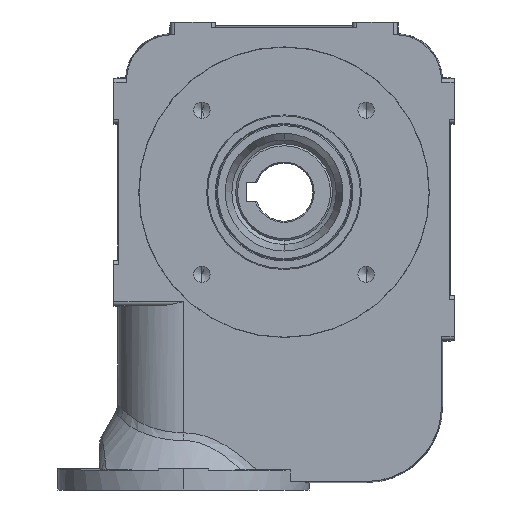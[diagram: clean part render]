
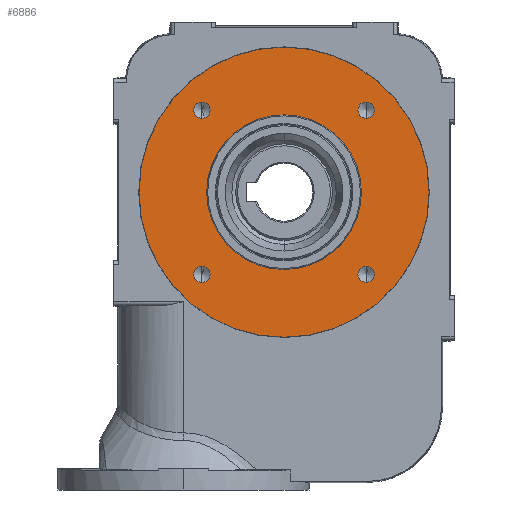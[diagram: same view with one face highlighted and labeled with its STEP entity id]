
A CAD part, left-side view. The second image highlights one B-rep face of the part: STEP entity #6886.
In plain terms, the highlighted planar face has unit normal (-1, 0, 0).
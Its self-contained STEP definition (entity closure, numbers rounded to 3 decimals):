
#67 = DIRECTION ( 'NONE',  ( 0., 0., -1. ) ) ;
#1251 = ORIENTED_EDGE ( 'NONE', *, *, #5087, .F. ) ;
#1785 = CARTESIAN_POINT ( 'NONE',  ( -20.5, -47.213, 53.687 ) ) ;
#1951 = VERTEX_POINT ( 'NONE', #16568 ) ;
#2586 = DIRECTION ( 'NONE',  ( 1., 0., 0. ) ) ;
#2617 = CARTESIAN_POINT ( 'NONE',  ( -20.5, -4.787, 98.213 ) ) ;
#2919 = EDGE_CURVE ( 'NONE', #44072, #23082, #12515, .T. ) ;
#4058 = ORIENTED_EDGE ( 'NONE', *, *, #19834, .F. ) ;
#4186 = EDGE_CURVE ( 'NONE', #39596, #4679, #20815, .T. ) ;
#4679 = VERTEX_POINT ( 'NONE', #30851 ) ;
#5087 = EDGE_CURVE ( 'NONE', #10288, #24684, #41820, .T. ) ;
#5401 = EDGE_CURVE ( 'NONE', #37854, #1951, #45546, .T. ) ;
#5420 = CARTESIAN_POINT ( 'NONE',  ( -20.5, -4.787, 98.213 ) ) ;
#6462 = EDGE_LOOP ( 'NONE', ( #22609, #41788 ) ) ;
#6886 = ADVANCED_FACE ( 'NONE', ( #9794, #38573, #13560, #20353, #20799, #34613 ), #42086, .F. ) ;
#6892 = DIRECTION ( 'NONE',  ( 0., 0., 1. ) ) ;
#7176 = EDGE_LOOP ( 'NONE', ( #8744, #22068 ) ) ;
#7514 = EDGE_CURVE ( 'NONE', #1951, #37854, #24031, .T. ) ;
#8282 = CIRCLE ( 'NONE', #11253, 37.509 ) ;
#8744 = ORIENTED_EDGE ( 'NONE', *, *, #30619, .T. ) ;
#9049 = CARTESIAN_POINT ( 'NONE',  ( -20.5, -26., 77. ) ) ;
#9155 = CARTESIAN_POINT ( 'NONE',  ( -20.5, -47.213, 98.213 ) ) ;
#9665 = CARTESIAN_POINT ( 'NONE',  ( -20.5, -4.787, 55.787 ) ) ;
#9794 = FACE_BOUND ( 'NONE', #37487, .T. ) ;
#9853 = VERTEX_POINT ( 'NONE', #39670 ) ;
#10288 = VERTEX_POINT ( 'NONE', #44259 ) ;
#10294 = CARTESIAN_POINT ( 'NONE',  ( -20.5, -47.213, 100.313 ) ) ;
#10611 = DIRECTION ( 'NONE',  ( -1., 0., 0. ) ) ;
#11185 = AXIS2_PLACEMENT_3D ( 'NONE', #5420, #24095, #44688 ) ;
#11253 = AXIS2_PLACEMENT_3D ( 'NONE', #32080, #25304, #67 ) ;
#11993 = DIRECTION ( 'NONE',  ( -1., 0., 0. ) ) ;
#12515 = CIRCLE ( 'NONE', #40894, 2.1 ) ;
#12556 = DIRECTION ( 'NONE',  ( -1., 0., 0. ) ) ;
#12591 = VERTEX_POINT ( 'NONE', #41644 ) ;
#13498 = DIRECTION ( 'NONE',  ( 1., 0., 0. ) ) ;
#13560 = FACE_BOUND ( 'NONE', #23819, .T. ) ;
#13800 = CARTESIAN_POINT ( 'NONE',  ( -20.5, -4.787, 96.113 ) ) ;
#14326 = CARTESIAN_POINT ( 'NONE',  ( -20.5, -26., 77. ) ) ;
#15058 = AXIS2_PLACEMENT_3D ( 'NONE', #43103, #31871, #28356 ) ;
#15725 = AXIS2_PLACEMENT_3D ( 'NONE', #15860, #12556, #27291 ) ;
#15860 = CARTESIAN_POINT ( 'NONE',  ( -20.5, -4.787, 55.787 ) ) ;
#16568 = CARTESIAN_POINT ( 'NONE',  ( -20.5, -47.213, 96.113 ) ) ;
#16573 = AXIS2_PLACEMENT_3D ( 'NONE', #35667, #10611, #6892 ) ;
#17182 = AXIS2_PLACEMENT_3D ( 'NONE', #9665, #45684, #41955 ) ;
#17586 = EDGE_CURVE ( 'NONE', #24684, #10288, #22406, .T. ) ;
#17986 = CIRCLE ( 'NONE', #15058, 20. ) ;
#18303 = CARTESIAN_POINT ( 'NONE',  ( -20.5, -4.787, 57.887 ) ) ;
#18815 = EDGE_CURVE ( 'NONE', #23082, #44072, #40319, .T. ) ;
#19834 = EDGE_CURVE ( 'NONE', #30912, #9853, #8282, .T. ) ;
#20296 = DIRECTION ( 'NONE',  ( 0., 0., -1. ) ) ;
#20353 = FACE_BOUND ( 'NONE', #6462, .T. ) ;
#20799 = FACE_BOUND ( 'NONE', #7176, .T. ) ;
#20815 = CIRCLE ( 'NONE', #26061, 2.1 ) ;
#22068 = ORIENTED_EDGE ( 'NONE', *, *, #42708, .T. ) ;
#22406 = CIRCLE ( 'NONE', #15725, 2.1 ) ;
#22609 = ORIENTED_EDGE ( 'NONE', *, *, #5401, .F. ) ;
#22681 = EDGE_LOOP ( 'NONE', ( #31843, #31026 ) ) ;
#23082 = VERTEX_POINT ( 'NONE', #1785 ) ;
#23819 = EDGE_LOOP ( 'NONE', ( #34144, #29580 ) ) ;
#24031 = CIRCLE ( 'NONE', #16573, 2.1 ) ;
#24095 = DIRECTION ( 'NONE',  ( -1., 0., 0. ) ) ;
#24684 = VERTEX_POINT ( 'NONE', #18303 ) ;
#24823 = DIRECTION ( 'NONE',  ( -1., 0., 0. ) ) ;
#25304 = DIRECTION ( 'NONE',  ( 1., 0., 0. ) ) ;
#26061 = AXIS2_PLACEMENT_3D ( 'NONE', #2617, #34415, #30897 ) ;
#26256 = DIRECTION ( 'NONE',  ( 0., 0., 1. ) ) ;
#27291 = DIRECTION ( 'NONE',  ( 0., 0., 1. ) ) ;
#27652 = AXIS2_PLACEMENT_3D ( 'NONE', #42589, #24823, #32074 ) ;
#27818 = DIRECTION ( 'NONE',  ( 0., 0., -1. ) ) ;
#28356 = DIRECTION ( 'NONE',  ( 0., 0., -1. ) ) ;
#29580 = ORIENTED_EDGE ( 'NONE', *, *, #18815, .F. ) ;
#30619 = EDGE_CURVE ( 'NONE', #38857, #12591, #17986, .T. ) ;
#30851 = CARTESIAN_POINT ( 'NONE',  ( -20.5, -4.787, 100.313 ) ) ;
#30897 = DIRECTION ( 'NONE',  ( 0., 0., 1. ) ) ;
#30912 = VERTEX_POINT ( 'NONE', #39544 ) ;
#31026 = ORIENTED_EDGE ( 'NONE', *, *, #4186, .F. ) ;
#31843 = ORIENTED_EDGE ( 'NONE', *, *, #42933, .F. ) ;
#31858 = DIRECTION ( 'NONE',  ( -1., 0., 0. ) ) ;
#31871 = DIRECTION ( 'NONE',  ( 1., 0., 0. ) ) ;
#31876 = EDGE_LOOP ( 'NONE', ( #4058, #32210 ) ) ;
#32074 = DIRECTION ( 'NONE',  ( 0., 0., 1. ) ) ;
#32080 = CARTESIAN_POINT ( 'NONE',  ( -20.5, -26., 77. ) ) ;
#32210 = ORIENTED_EDGE ( 'NONE', *, *, #38489, .F. ) ;
#32324 = DIRECTION ( 'NONE',  ( 1., 0., 0. ) ) ;
#32768 = AXIS2_PLACEMENT_3D ( 'NONE', #9155, #11993, #26256 ) ;
#33713 = CARTESIAN_POINT ( 'NONE',  ( -20.5, -47.213, 57.887 ) ) ;
#34144 = ORIENTED_EDGE ( 'NONE', *, *, #2919, .F. ) ;
#34148 = CIRCLE ( 'NONE', #44614, 37.509 ) ;
#34415 = DIRECTION ( 'NONE',  ( -1., 0., 0. ) ) ;
#34543 = ORIENTED_EDGE ( 'NONE', *, *, #17586, .F. ) ;
#34613 = FACE_OUTER_BOUND ( 'NONE', #31876, .T. ) ;
#35664 = CARTESIAN_POINT ( 'NONE',  ( -20.5, -26., 57. ) ) ;
#35667 = CARTESIAN_POINT ( 'NONE',  ( -20.5, -47.213, 98.213 ) ) ;
#35851 = CIRCLE ( 'NONE', #11185, 2.1 ) ;
#37467 = AXIS2_PLACEMENT_3D ( 'NONE', #38809, #2586, #27818 ) ;
#37487 = EDGE_LOOP ( 'NONE', ( #34543, #1251 ) ) ;
#37854 = VERTEX_POINT ( 'NONE', #10294 ) ;
#38489 = EDGE_CURVE ( 'NONE', #9853, #30912, #34148, .T. ) ;
#38573 = FACE_BOUND ( 'NONE', #22681, .T. ) ;
#38809 = CARTESIAN_POINT ( 'NONE',  ( -20.5, -26., 77. ) ) ;
#38857 = VERTEX_POINT ( 'NONE', #35664 ) ;
#39356 = CARTESIAN_POINT ( 'NONE',  ( -20.5, -47.213, 55.787 ) ) ;
#39544 = CARTESIAN_POINT ( 'NONE',  ( -20.5, -26., 114.509 ) ) ;
#39596 = VERTEX_POINT ( 'NONE', #13800 ) ;
#39670 = CARTESIAN_POINT ( 'NONE',  ( -20.5, -26., 39.491 ) ) ;
#40319 = CIRCLE ( 'NONE', #27652, 2.1 ) ;
#40894 = AXIS2_PLACEMENT_3D ( 'NONE', #39356, #31858, #45659 ) ;
#41644 = CARTESIAN_POINT ( 'NONE',  ( -20.5, -26., 97. ) ) ;
#41788 = ORIENTED_EDGE ( 'NONE', *, *, #7514, .F. ) ;
#41820 = CIRCLE ( 'NONE', #17182, 2.1 ) ;
#41955 = DIRECTION ( 'NONE',  ( 0., 0., 1. ) ) ;
#42086 = PLANE ( 'NONE',  #37467 ) ;
#42589 = CARTESIAN_POINT ( 'NONE',  ( -20.5, -47.213, 55.787 ) ) ;
#42708 = EDGE_CURVE ( 'NONE', #12591, #38857, #46248, .T. ) ;
#42854 = DIRECTION ( 'NONE',  ( 0., 0., -1. ) ) ;
#42933 = EDGE_CURVE ( 'NONE', #4679, #39596, #35851, .T. ) ;
#43103 = CARTESIAN_POINT ( 'NONE',  ( -20.5, -26., 77. ) ) ;
#43282 = AXIS2_PLACEMENT_3D ( 'NONE', #14326, #32324, #42854 ) ;
#44072 = VERTEX_POINT ( 'NONE', #33713 ) ;
#44259 = CARTESIAN_POINT ( 'NONE',  ( -20.5, -4.787, 53.687 ) ) ;
#44614 = AXIS2_PLACEMENT_3D ( 'NONE', #9049, #13498, #20296 ) ;
#44688 = DIRECTION ( 'NONE',  ( 0., 0., 1. ) ) ;
#45546 = CIRCLE ( 'NONE', #32768, 2.1 ) ;
#45659 = DIRECTION ( 'NONE',  ( 0., 0., 1. ) ) ;
#45684 = DIRECTION ( 'NONE',  ( -1., 0., 0. ) ) ;
#46248 = CIRCLE ( 'NONE', #43282, 20. ) ;
